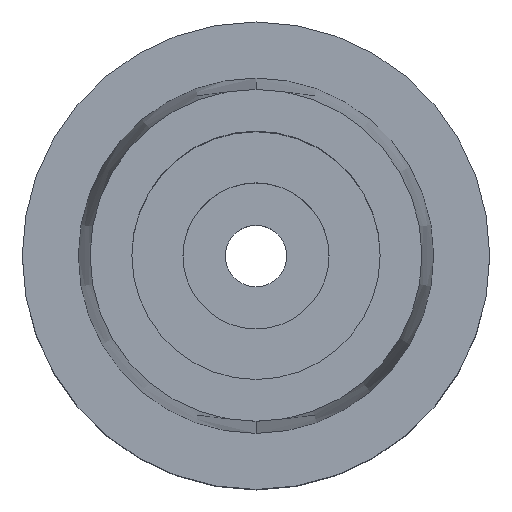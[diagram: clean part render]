
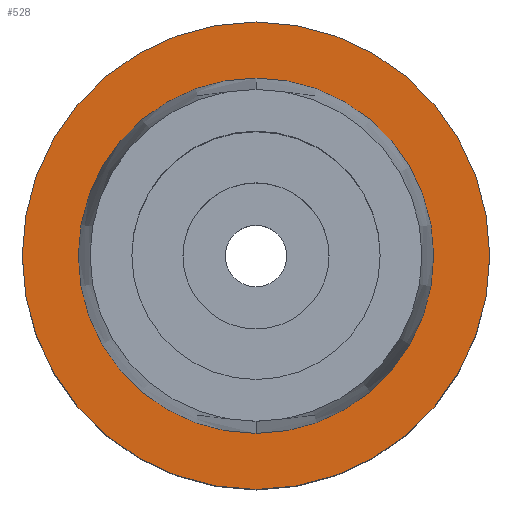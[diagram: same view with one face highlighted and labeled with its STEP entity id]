
A CAD part, top view. The second image highlights one B-rep face of the part: STEP entity #528.
In plain terms, the highlighted planar face has unit normal (0, 0, 1).
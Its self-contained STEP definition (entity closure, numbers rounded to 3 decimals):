
#15 = DIRECTION ( 'NONE',  ( 0., -1., 0. ) ) ;
#19 = DIRECTION ( 'NONE',  ( 0., 0., 1. ) ) ;
#164 = DIRECTION ( 'NONE',  ( 0., 0., -1. ) ) ;
#197 = AXIS2_PLACEMENT_3D ( 'NONE', #2413, #1768, #1176 ) ;
#214 = EDGE_CURVE ( 'NONE', #2401, #2225, #1364, .T. ) ;
#256 = EDGE_CURVE ( 'NONE', #1072, #1351, #798, .T. ) ;
#266 = ORIENTED_EDGE ( 'NONE', *, *, #1708, .F. ) ;
#341 = EDGE_LOOP ( 'NONE', ( #266, #739 ) ) ;
#438 = DIRECTION ( 'NONE',  ( 0., 0., 1. ) ) ;
#528 = ADVANCED_FACE ( 'NONE', ( #1594, #1442 ), #570, .F. ) ;
#570 = PLANE ( 'NONE',  #2372 ) ;
#654 = CARTESIAN_POINT ( 'NONE',  ( 0., 0., 0. ) ) ;
#739 = ORIENTED_EDGE ( 'NONE', *, *, #214, .F. ) ;
#748 = EDGE_LOOP ( 'NONE', ( #991, #2320 ) ) ;
#798 = CIRCLE ( 'NONE', #1410, 12.16 ) ;
#991 = ORIENTED_EDGE ( 'NONE', *, *, #256, .F. ) ;
#1031 = CARTESIAN_POINT ( 'NONE',  ( 0., 12.16, 0. ) ) ;
#1072 = VERTEX_POINT ( 'NONE', #1031 ) ;
#1085 = DIRECTION ( 'NONE',  ( 0., 0., -1. ) ) ;
#1176 = DIRECTION ( 'NONE',  ( 0., 1., 0. ) ) ;
#1351 = VERTEX_POINT ( 'NONE', #1438 ) ;
#1364 = CIRCLE ( 'NONE', #2504, 16. ) ;
#1404 = CARTESIAN_POINT ( 'NONE',  ( 0., 0., 0. ) ) ;
#1410 = AXIS2_PLACEMENT_3D ( 'NONE', #2118, #438, #1929 ) ;
#1438 = CARTESIAN_POINT ( 'NONE',  ( 0., -12.16, 0. ) ) ;
#1442 = FACE_BOUND ( 'NONE', #748, .T. ) ;
#1494 = DIRECTION ( 'NONE',  ( 0., -1., 0. ) ) ;
#1594 = FACE_OUTER_BOUND ( 'NONE', #341, .T. ) ;
#1634 = AXIS2_PLACEMENT_3D ( 'NONE', #654, #19, #2319 ) ;
#1708 = EDGE_CURVE ( 'NONE', #2225, #2401, #1951, .T. ) ;
#1737 = CARTESIAN_POINT ( 'NONE',  ( 0., 16., 0. ) ) ;
#1768 = DIRECTION ( 'NONE',  ( 0., 0., -1. ) ) ;
#1884 = CARTESIAN_POINT ( 'NONE',  ( 0., 0., 0. ) ) ;
#1899 = CIRCLE ( 'NONE', #1634, 12.16 ) ;
#1929 = DIRECTION ( 'NONE',  ( 0., 1., 0. ) ) ;
#1951 = CIRCLE ( 'NONE', #197, 16. ) ;
#2118 = CARTESIAN_POINT ( 'NONE',  ( 0., 0., 0. ) ) ;
#2225 = VERTEX_POINT ( 'NONE', #1737 ) ;
#2319 = DIRECTION ( 'NONE',  ( 0., -1., 0. ) ) ;
#2320 = ORIENTED_EDGE ( 'NONE', *, *, #2567, .F. ) ;
#2372 = AXIS2_PLACEMENT_3D ( 'NONE', #1404, #164, #15 ) ;
#2401 = VERTEX_POINT ( 'NONE', #2480 ) ;
#2413 = CARTESIAN_POINT ( 'NONE',  ( 0., 0., 0. ) ) ;
#2480 = CARTESIAN_POINT ( 'NONE',  ( 0., -16., 0. ) ) ;
#2504 = AXIS2_PLACEMENT_3D ( 'NONE', #1884, #1085, #1494 ) ;
#2567 = EDGE_CURVE ( 'NONE', #1351, #1072, #1899, .T. ) ;
